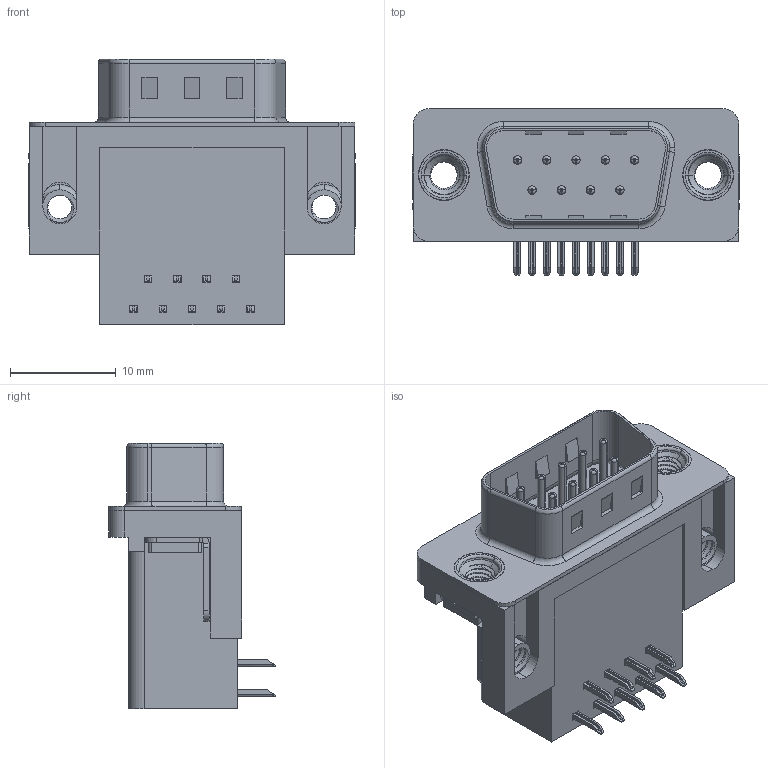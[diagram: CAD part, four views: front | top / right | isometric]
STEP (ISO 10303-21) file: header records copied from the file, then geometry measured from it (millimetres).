
FILE_DESCRIPTION (( 'STEP AP203' ), '1' );
FILE_NAME ('625-009-262-555.STEP', '2018-11-05T20:28:46', ( '' ), ( '' ), 'SwSTEP 2.0', 'SolidWorks 2016', '' );
FILE_SCHEMA (( 'CONFIG_CONTROL_DESIGN' ));
Length unit declared in the file: millimetre
Products named in the file (7): 625 Contact Top; 625 4-40 Threaded Board Mount; 625 M3 Threaded Rivet; 625-009-262-555; 625 Housing_9 Socket; 625 Shell_9 Socket; 625 Contact Bottom
Assembly tree (15 placements, depth 2):
  625-009-262-555
    625 Housing_9 Socket
    625 Shell_9 Socket
    625 Contact Bottom  x4
    625 Contact Top  x5
    625 4-40 Threaded Board Mount  x2
    625 M3 Threaded Rivet  x2
Bounding box: 30.89 x 15.73 x 25.16 mm (x, y, z)
Volume: 4481.1 mm3; surface area: 5034 mm2
Topology: 15 solids, 15 shells, 1025 faces, 2573 edges, 1605 vertices
Faces by surface type: plane 575, cylinder 333, torus 97, bspline 12, cone 8
Entity records: 17882 total; most frequent: CARTESIAN_POINT 5347, DIRECTION 2461, ORIENTED_EDGE 2390, EDGE_CURVE 1195, AXIS2_PLACEMENT_3D 854, VERTEX_POINT 760, VECTOR 753, LINE 753
